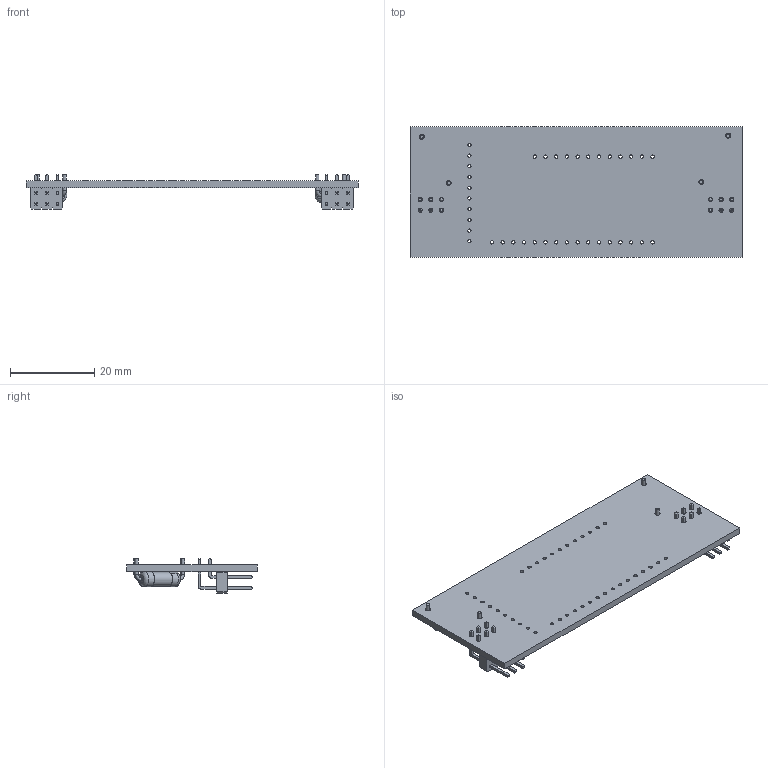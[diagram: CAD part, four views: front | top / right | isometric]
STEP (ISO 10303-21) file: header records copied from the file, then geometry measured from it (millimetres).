
FILE_DESCRIPTION(('FreeCAD Model'),'2;1');
FILE_NAME('Open CASCADE Shape Model','2023-03-09T23:09:01',(''),(''), 'Open CASCADE STEP processor 7.6','FreeCAD','Unknown');
FILE_SCHEMA(('AUTOMOTIVE_DESIGN { 1 0 10303 214 1 1 1 1 }'));
Length unit declared in the file: millimetre
Products named in the file (10): Voltage_Sensor_Timer; Local_CS_5af0; Board_Geoms_5af0; Pcb_5af0; PCB_Sketch_5af0; Step_Models_5af0; Bot_5af0; R2_R_Axial_DIN0411_L99mm_D36mm_P1270mm_Horizontal_87715a41c222; R4_R_0805_2012Metric_f6f5e8d9b179; J1_PinHeader_2x03_P254mm_Horizontal_005d6f2c93a3
Assembly tree (12 placements, depth 4):
  Voltage_Sensor_Timer
    Local_CS_5af0
    Board_Geoms_5af0
      Pcb_5af0
      PCB_Sketch_5af0
    Step_Models_5af0
      Bot_5af0
        R2_R_Axial_DIN0411_L99mm_D36mm_P1270mm_Horizontal_87715a41c222  x2
        R4_R_0805_2012Metric_f6f5e8d9b179  x2
        J1_PinHeader_2x03_P254mm_Horizontal_005d6f2c93a3  x2
Bounding box: 78.74 x 30.99 x 8.08 mm (x, y, z)
Volume: 4304.4 mm3; surface area: 6428.3 mm2
Topology: 7 solids, 7 shells, 442 faces, 1076 edges, 684 vertices
Faces by surface type: plane 338, cylinder 96, torus 8
Full cylindrical faces by diameter (mm): 0.762 x10, 0.8 x36, 1 x12, 1.2 x4, 3.24 x2, 3.6 x4
Entity records: 9209 total; most frequent: DIRECTION 1311, CARTESIAN_POINT 1295, ORIENTED_EDGE 1246, EDGE_CURVE 623, LINE 471, VECTOR 471, AXIS2_PLACEMENT_3D 420, VERTEX_POINT 396
